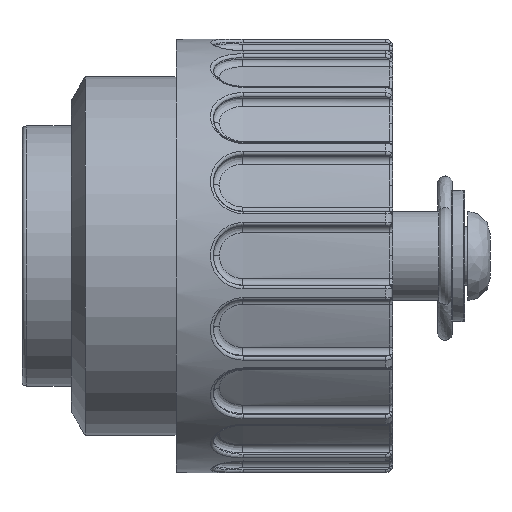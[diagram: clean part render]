
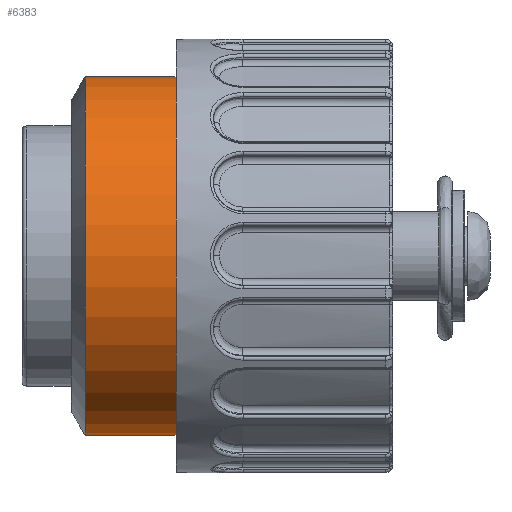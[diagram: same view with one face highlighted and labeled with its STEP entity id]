
A CAD part, top view. The second image highlights one B-rep face of the part: STEP entity #6383.
In plain terms, the highlighted cylindrical face has radius 12 mm (diameter 24 mm), a full revolution.
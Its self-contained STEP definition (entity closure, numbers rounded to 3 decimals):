
#6383=ADVANCED_FACE('',(#7015,#7016),#6888,.T.);
#6888=CYLINDRICAL_SURFACE('',#13712,12.);
#7015=FACE_BOUND('',#7264,.T.);
#7016=FACE_BOUND('',#7265,.T.);
#7264=EDGE_LOOP('',(#8373));
#7265=EDGE_LOOP('',(#8374));
#8373=ORIENTED_EDGE('',*,*,#11803,.T.);
#8374=ORIENTED_EDGE('',*,*,#11805,.T.);
#10817=VERTEX_POINT('',#17802);
#10819=VERTEX_POINT('',#17807);
#11803=EDGE_CURVE('',#10817,#10817,#12949,.T.);
#11805=EDGE_CURVE('',#10819,#10819,#12951,.T.);
#12949=CIRCLE('',#13708,12.);
#12951=CIRCLE('',#13711,12.);
#13708=AXIS2_PLACEMENT_3D('',#17801,#15128,#15129);
#13711=AXIS2_PLACEMENT_3D('',#17806,#15134,#15135);
#13712=AXIS2_PLACEMENT_3D('',#17808,#15136,#15137);
#15128=DIRECTION('',(-1.,0.,0.));
#15129=DIRECTION('',(0.,-1.,0.));
#15134=DIRECTION('',(1.,0.,0.));
#15135=DIRECTION('',(0.,-1.,0.));
#15136=DIRECTION('',(1.,0.,0.));
#15137=DIRECTION('',(0.,-1.,0.));
#17801=CARTESIAN_POINT('',(60.15,6.691,2.095));
#17802=CARTESIAN_POINT('',(60.15,-5.309,2.095));
#17806=CARTESIAN_POINT('',(54.074,6.691,2.095));
#17807=CARTESIAN_POINT('',(54.074,-5.309,2.095));
#17808=CARTESIAN_POINT('',(54.074,6.691,2.095));
